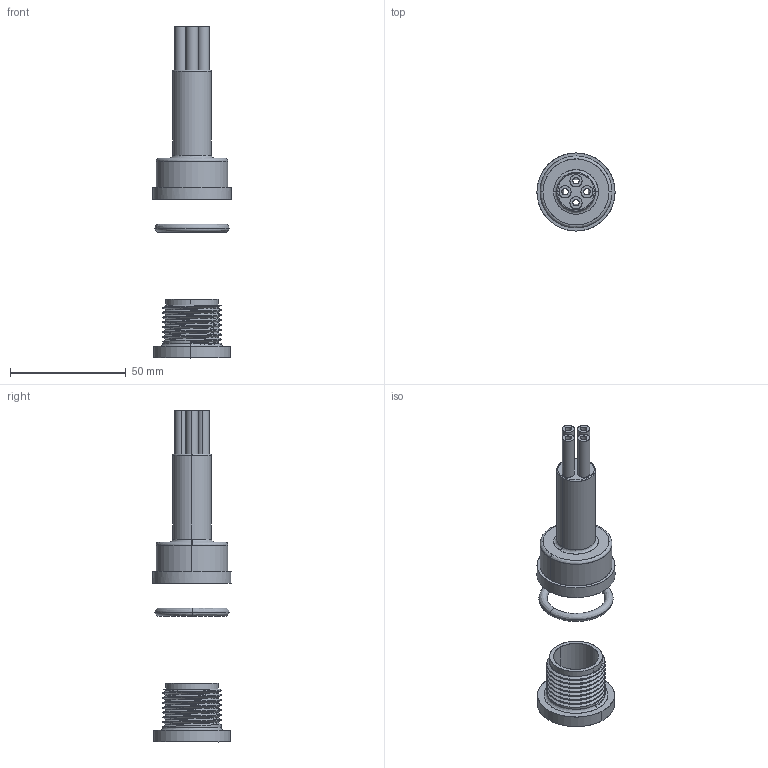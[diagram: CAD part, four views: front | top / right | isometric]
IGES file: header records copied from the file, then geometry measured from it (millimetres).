
Start section: SolidWorks IGES file using analytic representation for surfaces
Global section: file name: 2X-NUS-4A.IGS; native system: SolidWorks 2020; preprocessor: SolidWorks 2020; author: office; date: 210528.141050; units: inch
Bounding box: 33.78 x 33.78 x 143.63 mm (x, y, z)
Surface area: 19317.8 mm2 (no closed solid volume)
Topology: 0 solids, 0 shells, 143 faces, 3917 edges, 3917 vertices
Faces by surface type: revolution 101, bspline 42
